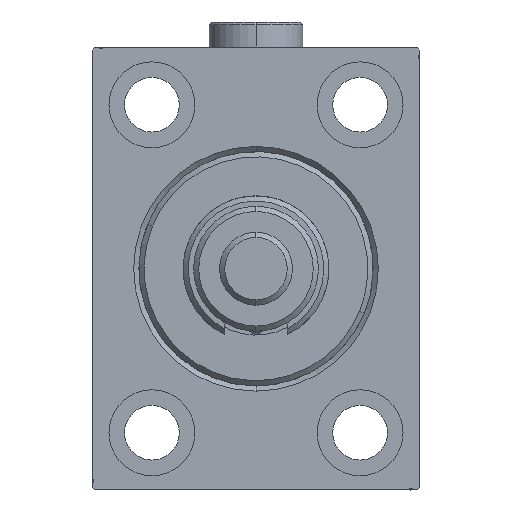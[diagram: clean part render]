
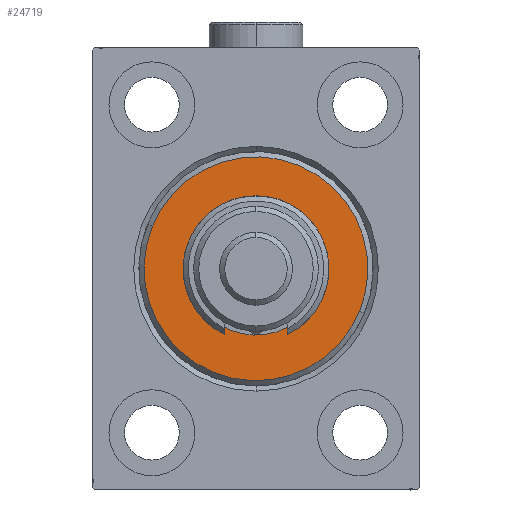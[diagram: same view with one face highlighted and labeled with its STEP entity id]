
A CAD part, left-side view. The second image highlights one B-rep face of the part: STEP entity #24719.
In plain terms, the highlighted face is planar.
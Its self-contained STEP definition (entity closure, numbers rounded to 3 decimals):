
#4731 = DIRECTION ( 'NONE',  ( 0., 0., -1. ) ) ;
#6107 = DIRECTION ( 'NONE',  ( 1., 0., 0. ) ) ;
#6216 = VERTEX_POINT ( 'NONE', #10831 ) ;
#6446 = ORIENTED_EDGE ( 'NONE', *, *, #12833, .T. ) ;
#7199 = DIRECTION ( 'NONE',  ( 1., 0., 0. ) ) ;
#9997 = DIRECTION ( 'NONE',  ( 0., 0., -1. ) ) ;
#10234 = FACE_OUTER_BOUND ( 'NONE', #17704, .T. ) ;
#10377 = DIRECTION ( 'NONE',  ( -1., 0., 0. ) ) ;
#10831 = CARTESIAN_POINT ( 'NONE',  ( 3., 0., -21.5 ) ) ;
#12833 = EDGE_CURVE ( 'NONE', #15678, #20354, #25646, .T. ) ;
#15049 = CARTESIAN_POINT ( 'NONE',  ( 3., 0., 12.75 ) ) ;
#15270 = AXIS2_PLACEMENT_3D ( 'NONE', #47492, #46773, #9997 ) ;
#15678 = VERTEX_POINT ( 'NONE', #25855 ) ;
#16786 = EDGE_CURVE ( 'NONE', #20354, #15678, #31948, .T. ) ;
#17234 = CARTESIAN_POINT ( 'NONE',  ( 3., 0., 0. ) ) ;
#17496 = FACE_BOUND ( 'NONE', #39810, .T. ) ;
#17704 = EDGE_LOOP ( 'NONE', ( #21662, #40310 ) ) ;
#17980 = PLANE ( 'NONE',  #15270 ) ;
#19088 = AXIS2_PLACEMENT_3D ( 'NONE', #17234, #6107, #46982 ) ;
#19691 = AXIS2_PLACEMENT_3D ( 'NONE', #43976, #7199, #40583 ) ;
#20354 = VERTEX_POINT ( 'NONE', #15049 ) ;
#21662 = ORIENTED_EDGE ( 'NONE', *, *, #36046, .T. ) ;
#24181 = EDGE_CURVE ( 'NONE', #6216, #30084, #34368, .T. ) ;
#24719 = ADVANCED_FACE ( 'NONE', ( #10234, #17496 ), #17980, .T. ) ;
#24913 = CARTESIAN_POINT ( 'NONE',  ( 3., 0., 0. ) ) ;
#25646 = CIRCLE ( 'NONE', #46486, 12.75 ) ;
#25855 = CARTESIAN_POINT ( 'NONE',  ( 3., 0., -12.75 ) ) ;
#26678 = CARTESIAN_POINT ( 'NONE',  ( 3., 0., 21.5 ) ) ;
#30084 = VERTEX_POINT ( 'NONE', #26678 ) ;
#31948 = CIRCLE ( 'NONE', #41192, 12.75 ) ;
#32206 = CIRCLE ( 'NONE', #19088, 21.5 ) ;
#34368 = CIRCLE ( 'NONE', #19691, 21.5 ) ;
#36046 = EDGE_CURVE ( 'NONE', #30084, #6216, #32206, .T. ) ;
#36188 = ORIENTED_EDGE ( 'NONE', *, *, #16786, .T. ) ;
#37625 = CARTESIAN_POINT ( 'NONE',  ( 3., 0., 0. ) ) ;
#39650 = DIRECTION ( 'NONE',  ( 0., 0., -1. ) ) ;
#39810 = EDGE_LOOP ( 'NONE', ( #36188, #6446 ) ) ;
#40310 = ORIENTED_EDGE ( 'NONE', *, *, #24181, .T. ) ;
#40583 = DIRECTION ( 'NONE',  ( 0., 0., -1. ) ) ;
#40775 = DIRECTION ( 'NONE',  ( -1., 0., 0. ) ) ;
#41192 = AXIS2_PLACEMENT_3D ( 'NONE', #37625, #40775, #4731 ) ;
#43976 = CARTESIAN_POINT ( 'NONE',  ( 3., 0., 0. ) ) ;
#46486 = AXIS2_PLACEMENT_3D ( 'NONE', #24913, #10377, #39650 ) ;
#46773 = DIRECTION ( 'NONE',  ( 1., 0., 0. ) ) ;
#46982 = DIRECTION ( 'NONE',  ( 0., 0., -1. ) ) ;
#47492 = CARTESIAN_POINT ( 'NONE',  ( 3., 0., 0. ) ) ;
